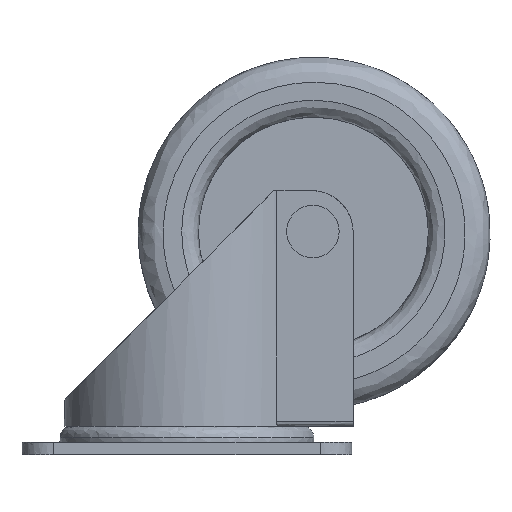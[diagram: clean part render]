
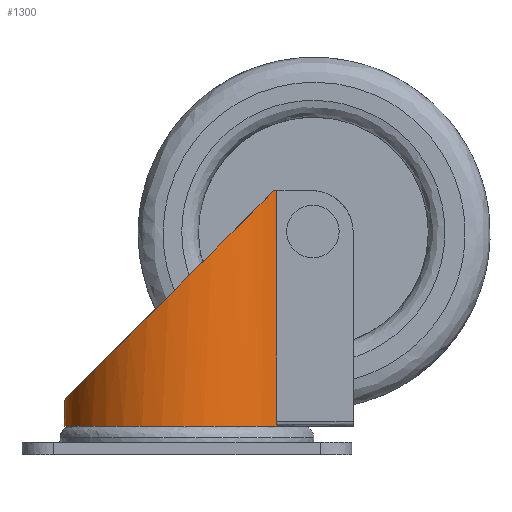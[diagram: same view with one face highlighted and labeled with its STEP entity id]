
A CAD part, front view. The second image highlights one B-rep face of the part: STEP entity #1300.
In plain terms, the highlighted cylindrical face has radius 26 mm (diameter 52 mm), a partial arc.
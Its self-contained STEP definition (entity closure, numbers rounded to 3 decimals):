
#27=ELLIPSE('',#1437,36.77,26.);
#63=B_SPLINE_CURVE_WITH_KNOTS('',3,(#2641,#2642,#2643,#2644,#2645,#2646,
#2647,#2648,#2649,#2650,#2651,#2652,#2653,#2654),.UNSPECIFIED.,.F.,.F.,
(4,2,2,2,2,2,4),(0.,0.02,0.039,0.058,
0.079,0.105,0.132),.UNSPECIFIED.);
#64=B_SPLINE_CURVE_WITH_KNOTS('',3,(#2658,#2659,#2660,#2661,#2662,#2663,
#2664),.UNSPECIFIED.,.F.,.F.,(4,3,4),(-0.078,-0.052,
-0.037),.UNSPECIFIED.);
#65=B_SPLINE_CURVE_WITH_KNOTS('',3,(#2668,#2669,#2670,#2671,#2672,#2673,
#2674,#2675,#2676,#2677),.UNSPECIFIED.,.F.,.F.,(4,2,2,2,4),(-0.072,
-0.072,-0.043,-0.02,0.),
 .UNSPECIFIED.);
#191=LINE('',#2578,#257);
#194=LINE('',#2666,#260);
#195=LINE('',#2679,#261);
#196=LINE('',#2681,#262);
#197=LINE('',#2684,#263);
#257=VECTOR('',#1561,10.);
#260=VECTOR('',#1566,10.);
#261=VECTOR('',#1567,10.);
#262=VECTOR('',#1570,10.);
#263=VECTOR('',#1573,10.);
#323=CYLINDRICAL_SURFACE('',#1435,26.);
#354=FACE_OUTER_BOUND('',#437,.T.);
#437=EDGE_LOOP('',(#915,#916,#917,#918,#919,#920,#921,#922,#923,#924));
#518=CIRCLE('',#1436,26.);
#554=VERTEX_POINT('',#2564);
#555=VERTEX_POINT('',#2577);
#558=VERTEX_POINT('',#2619);
#559=VERTEX_POINT('',#2636);
#560=VERTEX_POINT('',#2656);
#561=VERTEX_POINT('',#2657);
#562=VERTEX_POINT('',#2665);
#563=VERTEX_POINT('',#2667);
#564=VERTEX_POINT('',#2678);
#565=VERTEX_POINT('',#2682);
#690=EDGE_CURVE('',#555,#554,#191,.T.);
#695=EDGE_CURVE('',#559,#558,#63,.T.);
#696=EDGE_CURVE('',#560,#561,#64,.T.);
#697=EDGE_CURVE('',#562,#560,#194,.T.);
#698=EDGE_CURVE('',#563,#562,#65,.T.);
#699=EDGE_CURVE('',#563,#564,#195,.T.);
#700=EDGE_CURVE('',#564,#555,#518,.T.);
#701=EDGE_CURVE('',#558,#554,#196,.T.);
#702=EDGE_CURVE('',#565,#559,#27,.T.);
#703=EDGE_CURVE('',#565,#561,#197,.T.);
#915=ORIENTED_EDGE('',*,*,#696,.F.);
#916=ORIENTED_EDGE('',*,*,#697,.F.);
#917=ORIENTED_EDGE('',*,*,#698,.F.);
#918=ORIENTED_EDGE('',*,*,#699,.T.);
#919=ORIENTED_EDGE('',*,*,#700,.T.);
#920=ORIENTED_EDGE('',*,*,#690,.T.);
#921=ORIENTED_EDGE('',*,*,#701,.F.);
#922=ORIENTED_EDGE('',*,*,#695,.F.);
#923=ORIENTED_EDGE('',*,*,#702,.F.);
#924=ORIENTED_EDGE('',*,*,#703,.T.);
#1300=ADVANCED_FACE('',(#354),#323,.T.);
#1435=AXIS2_PLACEMENT_3D('',#2655,#1564,#1565);
#1436=AXIS2_PLACEMENT_3D('',#2680,#1568,#1569);
#1437=AXIS2_PLACEMENT_3D('',#2683,#1571,#1572);
#1561=DIRECTION('',(0.,0.,1.));
#1564=DIRECTION('center_axis',(0.,0.,1.));
#1565=DIRECTION('ref_axis',(-1.,0.,0.));
#1566=DIRECTION('',(0.,0.,1.));
#1567=DIRECTION('',(0.,0.,-1.));
#1568=DIRECTION('center_axis',(0.,0.,1.));
#1569=DIRECTION('ref_axis',(-1.,0.,0.));
#1570=DIRECTION('',(0.,0.,-1.));
#1571=DIRECTION('center_axis',(-0.707,0.,0.707));
#1572=DIRECTION('ref_axis',(-0.707,0.,-0.707));
#1573=DIRECTION('',(0.,0.,-1.));
#2564=CARTESIAN_POINT('',(19.048,-17.696,7.111));
#2577=CARTESIAN_POINT('',(19.048,-17.696,6.05));
#2578=CARTESIAN_POINT('',(19.048,-17.696,6.05));
#2619=CARTESIAN_POINT('',(19.048,-17.696,55.435));
#2636=CARTESIAN_POINT('',(18.454,-18.316,56.054));
#2641=CARTESIAN_POINT('Ctrl Pts',(18.454,-18.316,56.054));
#2642=CARTESIAN_POINT('Ctrl Pts',(18.493,-18.276,56.093));
#2643=CARTESIAN_POINT('Ctrl Pts',(18.536,-18.232,56.122));
#2644=CARTESIAN_POINT('Ctrl Pts',(18.624,-18.142,56.151));
#2645=CARTESIAN_POINT('Ctrl Pts',(18.667,-18.098,56.153));
#2646=CARTESIAN_POINT('Ctrl Pts',(18.753,-18.009,56.132));
#2647=CARTESIAN_POINT('Ctrl Pts',(18.794,-17.967,56.109));
#2648=CARTESIAN_POINT('Ctrl Pts',(18.873,-17.884,56.038));
#2649=CARTESIAN_POINT('Ctrl Pts',(18.909,-17.846,55.989));
#2650=CARTESIAN_POINT('Ctrl Pts',(18.975,-17.775,55.865));
#2651=CARTESIAN_POINT('Ctrl Pts',(19.002,-17.746,55.786));
#2652=CARTESIAN_POINT('Ctrl Pts',(19.039,-17.706,55.617));
#2653=CARTESIAN_POINT('Ctrl Pts',(19.048,-17.696,55.526));
#2654=CARTESIAN_POINT('Ctrl Pts',(19.048,-17.696,55.435));
#2655=CARTESIAN_POINT('Origin',(0.,0.,6.05));
#2656=CARTESIAN_POINT('',(18.784,17.977,55.983));
#2657=CARTESIAN_POINT('',(19.063,17.68,56.035));
#2658=CARTESIAN_POINT('Ctrl Pts',(18.783,17.977,55.983));
#2659=CARTESIAN_POINT('Ctrl Pts',(18.842,17.916,55.998));
#2660=CARTESIAN_POINT('Ctrl Pts',(18.9,17.854,56.011));
#2661=CARTESIAN_POINT('Ctrl Pts',(18.958,17.792,56.02));
#2662=CARTESIAN_POINT('Ctrl Pts',(18.993,17.755,56.026));
#2663=CARTESIAN_POINT('Ctrl Pts',(19.028,17.718,56.031));
#2664=CARTESIAN_POINT('Ctrl Pts',(19.063,17.68,56.035));
#2665=CARTESIAN_POINT('',(18.784,17.977,6.718));
#2666=CARTESIAN_POINT('',(18.784,17.977,6.05));
#2667=CARTESIAN_POINT('',(19.063,17.68,6.165));
#2668=CARTESIAN_POINT('Ctrl Pts',(19.063,17.68,6.165));
#2669=CARTESIAN_POINT('Ctrl Pts',(19.063,17.681,6.165));
#2670=CARTESIAN_POINT('Ctrl Pts',(19.063,17.681,6.165));
#2671=CARTESIAN_POINT('Ctrl Pts',(19.002,17.747,6.209));
#2672=CARTESIAN_POINT('Ctrl Pts',(18.945,17.807,6.267));
#2673=CARTESIAN_POINT('Ctrl Pts',(18.861,17.895,6.393));
#2674=CARTESIAN_POINT('Ctrl Pts',(18.831,17.927,6.456));
#2675=CARTESIAN_POINT('Ctrl Pts',(18.794,17.967,6.587));
#2676=CARTESIAN_POINT('Ctrl Pts',(18.784,17.977,6.652));
#2677=CARTESIAN_POINT('Ctrl Pts',(18.784,17.977,6.718));
#2678=CARTESIAN_POINT('',(19.063,17.68,6.05));
#2679=CARTESIAN_POINT('',(19.063,17.68,6.05));
#2680=CARTESIAN_POINT('Origin',(0.,0.,6.05));
#2681=CARTESIAN_POINT('',(19.048,-17.696,6.05));
#2682=CARTESIAN_POINT('',(19.063,17.68,56.663));
#2683=CARTESIAN_POINT('Origin',(0.,0.,37.6));
#2684=CARTESIAN_POINT('',(19.063,17.68,6.05));
